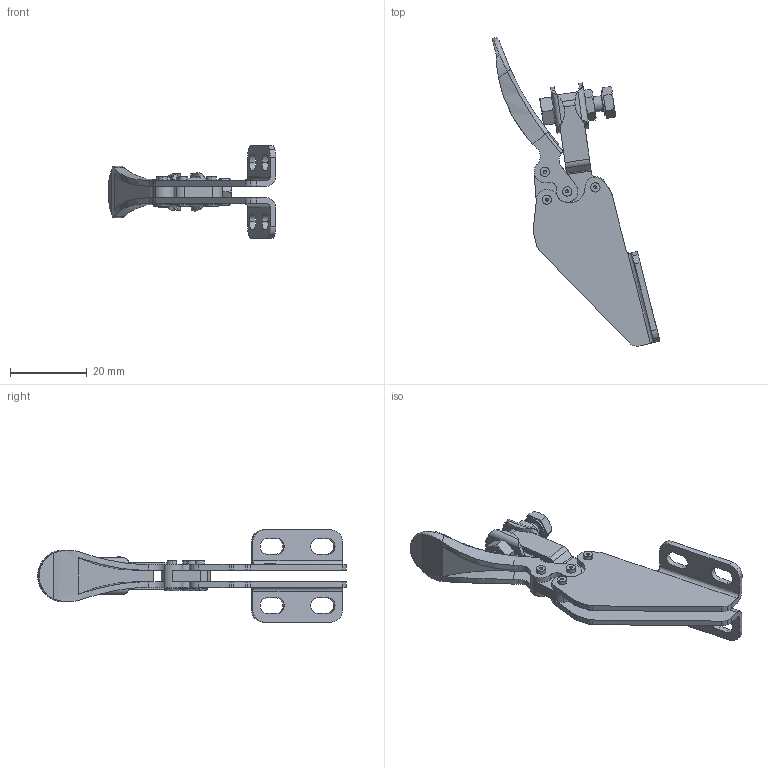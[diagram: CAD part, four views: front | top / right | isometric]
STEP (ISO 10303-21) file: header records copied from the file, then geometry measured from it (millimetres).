
FILE_DESCRIPTION((''),'2;1');
FILE_NAME('107-opened.stp','2005-09-27T15:04:58',('Kysilko'),(''),'Autodesk Inventor 8','Autodesk Inventor 8','');
FILE_SCHEMA(('AUTOMOTIVE_DESIGN { 1 0 10303 214 1 1 1 1 }'));
Length unit declared in the file: millimetre
Products named in the file (1): Part4
Bounding box: 43.61 x 80.22 x 24 mm (x, y, z)
Volume: 5355.3 mm3; surface area: 7153.4 mm2
Topology: 1 solids, 1 shells, 358 faces, 991 edges, 625 vertices
Faces by surface type: plane 112, cylinder 109, bspline 79, cone 50, torus 8
Entity records: 14161 total; most frequent: CARTESIAN_POINT 5198, ORIENTED_EDGE 1970, DIRECTION 1842, EDGE_CURVE 985, AXIS2_PLACEMENT_3D 696, VERTEX_POINT 625, VECTOR 450, LINE 450
